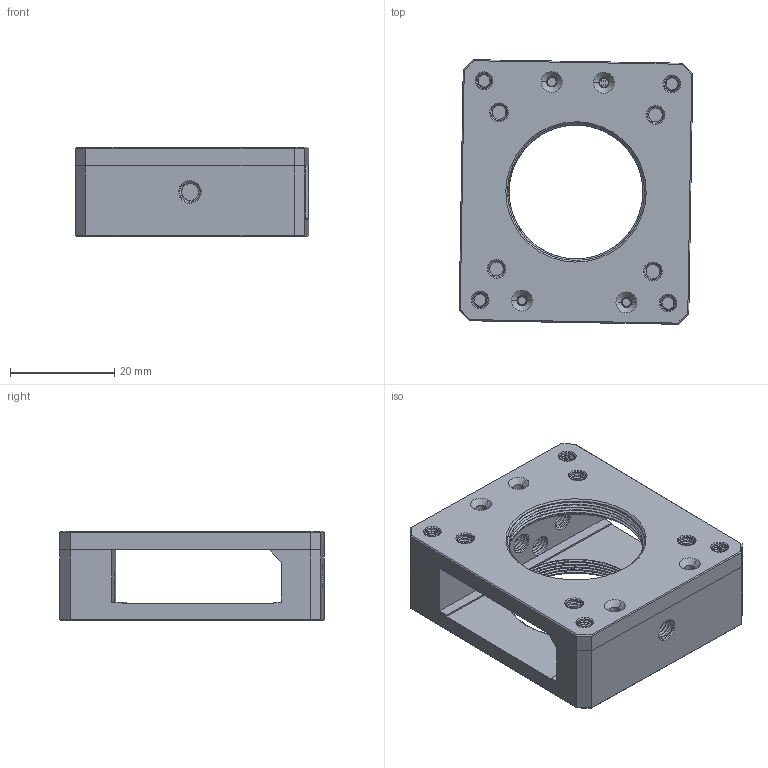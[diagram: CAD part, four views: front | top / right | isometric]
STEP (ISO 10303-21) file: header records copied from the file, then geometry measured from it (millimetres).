
FILE_DESCRIPTION((''),'2;1');
FILE_NAME('CWO-X_ASM','2025-07-18T16:45:51',('R&D'),(''),'CREO PARAMETRIC BY PTC INC, 2021063','CREO PARAMETRIC BY PTC INC, 2021063','');
FILE_SCHEMA(('CONFIG_CONTROL_DESIGN'));
Products named in the file (5): CWO-X_A1; M3X10_HM; CWO-X_A2; SPRING_4X10; CWO-X_ASM
Assembly tree (10 placements, depth 2):
  CWO-X_ASM
    CWO-X_A1
    M3X10_HM  x4
    CWO-X_A2
    SPRING_4X10  x4
Bounding box: 44.76 x 50.66 x 17.2 mm (x, y, z)
Volume: 18091 mm3; surface area: 14350.7 mm2
Topology: 10 solids, 10 shells, 938 faces, 2465 edges, 1574 vertices
Faces by surface type: cylinder 492, bspline 226, plane 126, cone 78, torus 16
Entity records: 55743 total; most frequent: CARTESIAN_POINT 38668, ORIENTED_EDGE 4144, DIRECTION 2465, EDGE_CURVE 2072, VERTEX_POINT 1322, B_SPLINE_CURVE_WITH_KNOTS 1037, EDGE_LOOP 836, AXIS2_PLACEMENT_3D 832
